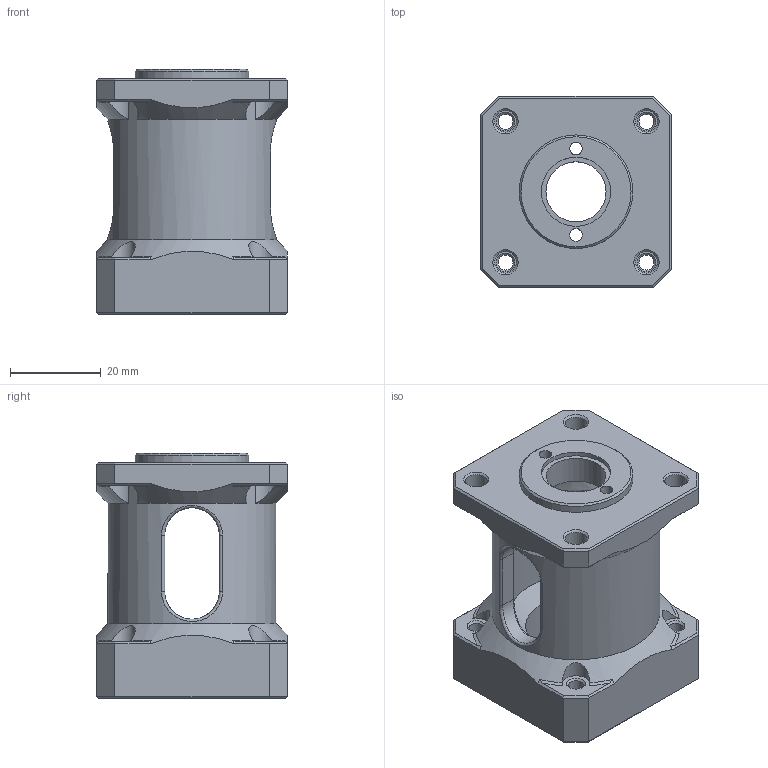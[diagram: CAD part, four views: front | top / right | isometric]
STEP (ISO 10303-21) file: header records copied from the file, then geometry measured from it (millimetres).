
FILE_DESCRIPTION(/* description */ (''),/* implementation_level */ '2;1');
FILE_NAME(/* name */ 'SolarIsADipshit.step',/* time_stamp */ '2024-09-17T15:20:46-07:00',/* author */ (''),/* organization */ (''),/* preprocessor_version */ 'ST-DEVELOPER v20',/* originating_system */ 'Autodesk Translation Framework v13.14.0.145',/* authorisation */ '');
FILE_SCHEMA (('AUTOMOTIVE_DESIGN { 1 0 10303 214 3 1 1 }'));
Length unit declared in the file: millimetre
Products named in the file (1): Decoupler
Bounding box: 42 x 42 x 54 mm (x, y, z)
Volume: 41092.9 mm3; surface area: 15298.5 mm2
Topology: 1 solids, 1 shells, 165 faces, 438 edges, 273 vertices
Faces by surface type: plane 72, cone 41, cylinder 40, bspline 12
Full cylindrical faces by diameter (mm): 2.8 x2, 3.3 x4, 4.766 x4, 13.2 x1, 15.2 x1, 22.2 x1, 25 x1, 29 x1, 37 x1
Entity records: 6041 total; most frequent: CARTESIAN_POINT 2077, ORIENTED_EDGE 876, DIRECTION 757, EDGE_CURVE 438, AXIS2_PLACEMENT_3D 279, VERTEX_POINT 273, LINE 199, VECTOR 199
